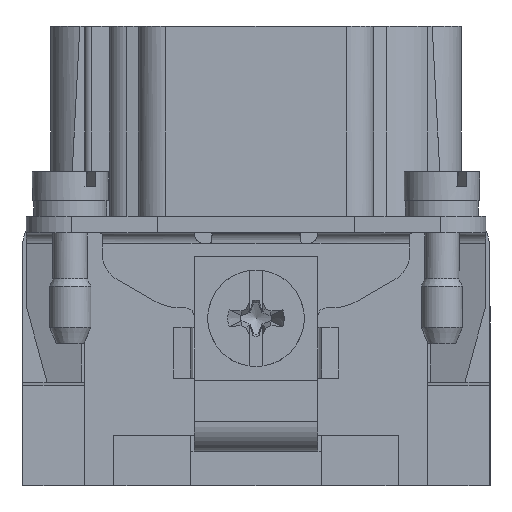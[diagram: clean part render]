
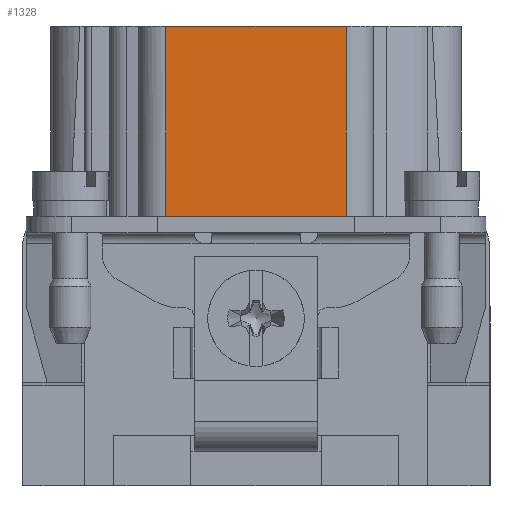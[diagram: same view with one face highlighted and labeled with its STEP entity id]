
A CAD part, left-side view. The second image highlights one B-rep face of the part: STEP entity #1328.
In plain terms, the highlighted planar face has unit normal (-1, 0, 0).
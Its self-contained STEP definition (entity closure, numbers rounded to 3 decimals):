
#1328=ADVANCED_FACE('',(#2624),#2072,.F.);
#2072=PLANE('',#14105);
#2624=FACE_OUTER_BOUND('',#3294,.T.);
#3294=EDGE_LOOP('',(#5081,#5082,#5083,#5084));
#5081=ORIENTED_EDGE('',*,*,#9555,.T.);
#5082=ORIENTED_EDGE('',*,*,#9905,.F.);
#5083=ORIENTED_EDGE('',*,*,#9782,.F.);
#5084=ORIENTED_EDGE('',*,*,#9904,.T.);
#8198=VERTEX_POINT('',#19332);
#8202=VERTEX_POINT('',#19340);
#8345=VERTEX_POINT('',#19763);
#8346=VERTEX_POINT('',#19765);
#9555=EDGE_CURVE('',#8198,#8202,#11448,.T.);
#9782=EDGE_CURVE('',#8345,#8346,#11633,.T.);
#9904=EDGE_CURVE('',#8345,#8198,#11734,.T.);
#9905=EDGE_CURVE('',#8346,#8202,#11735,.T.);
#11448=LINE('',#19341,#12799);
#11633=LINE('',#19764,#12984);
#11734=LINE('',#20000,#13085);
#11735=LINE('',#20002,#13086);
#12799=VECTOR('',#15508,1.);
#12984=VECTOR('',#15883,1.);
#13085=VECTOR('',#16110,1.);
#13086=VECTOR('',#16113,1.);
#14105=AXIS2_PLACEMENT_3D('',#20003,#16114,#16115);
#15508=DIRECTION('',(0.,-1.,0.));
#15883=DIRECTION('',(0.,-1.,0.));
#16110=DIRECTION('',(0.,0.,-1.));
#16113=DIRECTION('',(0.,0.,-1.));
#16114=DIRECTION('',(1.,0.,0.));
#16115=DIRECTION('',(0.,0.,1.));
#19332=CARTESIAN_POINT('',(-31.925,6.55,1.2));
#19340=CARTESIAN_POINT('',(-31.925,-6.55,1.2));
#19341=CARTESIAN_POINT('',(-31.925,6.55,1.2));
#19763=CARTESIAN_POINT('',(-31.925,6.55,15.));
#19764=CARTESIAN_POINT('',(-31.925,6.55,15.));
#19765=CARTESIAN_POINT('',(-31.925,-6.55,15.));
#20000=CARTESIAN_POINT('',(-31.925,6.55,15.));
#20002=CARTESIAN_POINT('',(-31.925,-6.55,15.));
#20003=CARTESIAN_POINT('',(-31.925,6.55,15.));
